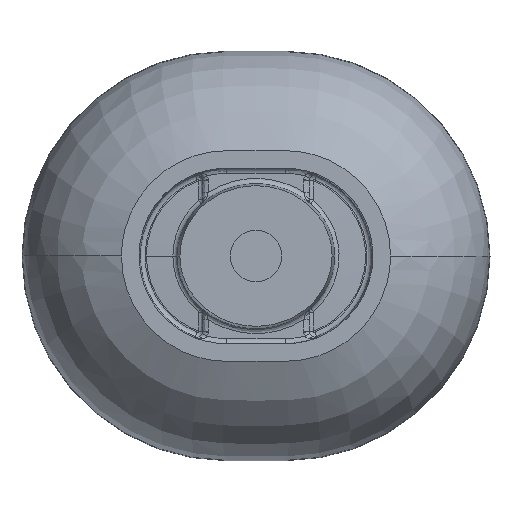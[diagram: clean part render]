
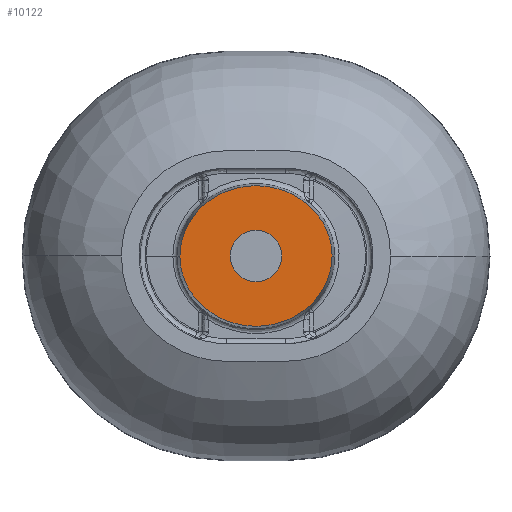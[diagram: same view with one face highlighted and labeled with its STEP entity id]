
A CAD part, front view. The second image highlights one B-rep face of the part: STEP entity #10122.
In plain terms, the highlighted planar face has unit normal (0, -1, 0).
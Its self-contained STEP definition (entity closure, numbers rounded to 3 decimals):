
#297 = CARTESIAN_POINT ( 'NONE',  ( -8.508, -171., 60. ) ) ;
#352 = CIRCLE ( 'NONE', #11246, 22. ) ;
#358 = CARTESIAN_POINT ( 'NONE',  ( 65., -171., 0. ) ) ;
#415 = B_SPLINE_CURVE_WITH_KNOTS ( 'NONE', 3,
 ( #4116, #6025, #10988, #2175, #11052, #8145, #5072, #3271, #2241, #10078, #297, #8017, #1212, #4235, #5132, #9044, #7182, #11114, #2300, #1025, #4949, #358 ),
 .UNSPECIFIED., .F., .F.,
 ( 4, 2, 2, 2, 2, 2, 2, 2, 2, 2, 4 ),
 ( 0.195, 0.208, 0.22, 0.244, 0.269, 0.293, 0.317, 0.342, 0.366, 0.378, 0.391 ),
 .UNSPECIFIED. ) ;
#742 = CARTESIAN_POINT ( 'NONE',  ( -65., -171., 0. ) ) ;
#1025 = CARTESIAN_POINT ( 'NONE',  ( 64.581, -171., 7.854 ) ) ;
#1212 = CARTESIAN_POINT ( 'NONE',  ( 17.014, -171., 58.438 ) ) ;
#1752 = AXIS2_PLACEMENT_3D ( 'NONE', #12582, #9620, #9479 ) ;
#2175 = CARTESIAN_POINT ( 'NONE',  ( -62.921, -171., 15.557 ) ) ;
#2241 = CARTESIAN_POINT ( 'NONE',  ( -32.735, -171., 52.427 ) ) ;
#2300 = CARTESIAN_POINT ( 'NONE',  ( 62.921, -171., 15.557 ) ) ;
#2426 = DIRECTION ( 'NONE',  ( 0., 1., 0. ) ) ;
#2605 = EDGE_CURVE ( 'NONE', #3817, #9096, #415, .T. ) ;
#2675 = CARTESIAN_POINT ( 'NONE',  ( -39.946, -171., -47.98 ) ) ;
#2680 = FACE_OUTER_BOUND ( 'NONE', #9128, .T. ) ;
#2748 = CARTESIAN_POINT ( 'NONE',  ( 61.68, -171., -19.333 ) ) ;
#2820 = CARTESIAN_POINT ( 'NONE',  ( -17.014, -171., -58.438 ) ) ;
#3271 = CARTESIAN_POINT ( 'NONE',  ( -39.946, -171., 47.98 ) ) ;
#3393 = FACE_BOUND ( 'NONE', #11514, .T. ) ;
#3510 = CARTESIAN_POINT ( 'NONE',  ( -32.735, -171., -52.427 ) ) ;
#3637 = CARTESIAN_POINT ( 'NONE',  ( 39.946, -171., -47.98 ) ) ;
#3817 = VERTEX_POINT ( 'NONE', #10894 ) ;
#4057 = EDGE_CURVE ( 'NONE', #4942, #8708, #352, .T. ) ;
#4116 = CARTESIAN_POINT ( 'NONE',  ( -65., -171., 0. ) ) ;
#4235 = CARTESIAN_POINT ( 'NONE',  ( 32.735, -171., 52.427 ) ) ;
#4942 = VERTEX_POINT ( 'NONE', #12465 ) ;
#4949 = CARTESIAN_POINT ( 'NONE',  ( 65., -171., 3.927 ) ) ;
#5072 = CARTESIAN_POINT ( 'NONE',  ( -51.978, -171., 36.873 ) ) ;
#5132 = CARTESIAN_POINT ( 'NONE',  ( 39.946, -171., 47.98 ) ) ;
#5337 = DIRECTION ( 'NONE',  ( 0., -1., 0. ) ) ;
#5626 = CARTESIAN_POINT ( 'NONE',  ( -61.68, -171., -19.333 ) ) ;
#6025 = CARTESIAN_POINT ( 'NONE',  ( -65., -171., 3.927 ) ) ;
#6400 = DIRECTION ( 'NONE',  ( 0., 0., 1. ) ) ;
#6461 = CARTESIAN_POINT ( 'NONE',  ( -65., -171., -3.927 ) ) ;
#6526 = CARTESIAN_POINT ( 'NONE',  ( 64.581, -171., -7.854 ) ) ;
#6653 = CARTESIAN_POINT ( 'NONE',  ( 56.796, -171., -30.217 ) ) ;
#7182 = CARTESIAN_POINT ( 'NONE',  ( 56.796, -171., 30.217 ) ) ;
#7304 = CARTESIAN_POINT ( 'NONE',  ( 0., -171., 0. ) ) ;
#7424 = CARTESIAN_POINT ( 'NONE',  ( -62.921, -171., -15.557 ) ) ;
#7645 = ORIENTED_EDGE ( 'NONE', *, *, #4057, .F. ) ;
#7657 = ORIENTED_EDGE ( 'NONE', *, *, #10993, .F. ) ;
#7686 = CARTESIAN_POINT ( 'NONE',  ( -51.978, -171., -36.873 ) ) ;
#7707 = AXIS2_PLACEMENT_3D ( 'NONE', #7304, #2426, #6400 ) ;
#8017 = CARTESIAN_POINT ( 'NONE',  ( 8.508, -171., 60. ) ) ;
#8119 = CIRCLE ( 'NONE', #1752, 22. ) ;
#8145 = CARTESIAN_POINT ( 'NONE',  ( -56.796, -171., 30.217 ) ) ;
#8389 = CARTESIAN_POINT ( 'NONE',  ( 51.978, -171., -36.873 ) ) ;
#8452 = CARTESIAN_POINT ( 'NONE',  ( 65., -171., 0. ) ) ;
#8708 = VERTEX_POINT ( 'NONE', #9526 ) ;
#8980 = CARTESIAN_POINT ( 'NONE',  ( 65., -171., 0. ) ) ;
#9044 = CARTESIAN_POINT ( 'NONE',  ( 51.978, -171., 36.873 ) ) ;
#9096 = VERTEX_POINT ( 'NONE', #8980 ) ;
#9128 = EDGE_LOOP ( 'NONE', ( #10445, #7657 ) ) ;
#9314 = CARTESIAN_POINT ( 'NONE',  ( 0., -171., 0. ) ) ;
#9353 = PLANE ( 'NONE',  #7707 ) ;
#9479 = DIRECTION ( 'NONE',  ( 0., 0., 1. ) ) ;
#9526 = CARTESIAN_POINT ( 'NONE',  ( 0., -171., -22. ) ) ;
#9548 = EDGE_CURVE ( 'NONE', #8708, #4942, #8119, .T. ) ;
#9620 = DIRECTION ( 'NONE',  ( 0., -1., 0. ) ) ;
#10078 = CARTESIAN_POINT ( 'NONE',  ( -17.014, -171., 58.438 ) ) ;
#10122 = ADVANCED_FACE ( 'NONE', ( #3393, #2680 ), #9353, .F. ) ;
#10377 = ORIENTED_EDGE ( 'NONE', *, *, #9548, .F. ) ;
#10389 = CARTESIAN_POINT ( 'NONE',  ( 65., -171., -3.927 ) ) ;
#10445 = ORIENTED_EDGE ( 'NONE', *, *, #2605, .F. ) ;
#10454 = CARTESIAN_POINT ( 'NONE',  ( 17.014, -171., -58.438 ) ) ;
#10517 = CARTESIAN_POINT ( 'NONE',  ( 8.508, -171., -60. ) ) ;
#10591 = CARTESIAN_POINT ( 'NONE',  ( -56.796, -171., -30.217 ) ) ;
#10635 = B_SPLINE_CURVE_WITH_KNOTS ( 'NONE', 3,
 ( #8452, #10389, #6526, #11556, #2748, #6653, #8389, #3637, #12443, #10454, #10517, #12509, #2820, #3510, #2675, #7686, #10591, #5626, #7424, #11353, #6461, #742 ),
 .UNSPECIFIED., .F., .F.,
 ( 4, 2, 2, 2, 2, 2, 2, 2, 2, 2, 4 ),
 ( 0., 0.012, 0.024, 0.049, 0.073, 0.098, 0.122, 0.147, 0.171, 0.183, 0.195 ),
 .UNSPECIFIED. ) ;
#10894 = CARTESIAN_POINT ( 'NONE',  ( -65., -171., 0. ) ) ;
#10988 = CARTESIAN_POINT ( 'NONE',  ( -64.581, -171., 7.854 ) ) ;
#10993 = EDGE_CURVE ( 'NONE', #9096, #3817, #10635, .T. ) ;
#11052 = CARTESIAN_POINT ( 'NONE',  ( -61.68, -171., 19.333 ) ) ;
#11114 = CARTESIAN_POINT ( 'NONE',  ( 61.68, -171., 19.333 ) ) ;
#11246 = AXIS2_PLACEMENT_3D ( 'NONE', #9314, #5337, #12282 ) ;
#11353 = CARTESIAN_POINT ( 'NONE',  ( -64.581, -171., -7.854 ) ) ;
#11514 = EDGE_LOOP ( 'NONE', ( #10377, #7645 ) ) ;
#11556 = CARTESIAN_POINT ( 'NONE',  ( 62.921, -171., -15.557 ) ) ;
#12282 = DIRECTION ( 'NONE',  ( 0., 0., 1. ) ) ;
#12443 = CARTESIAN_POINT ( 'NONE',  ( 32.735, -171., -52.427 ) ) ;
#12465 = CARTESIAN_POINT ( 'NONE',  ( 0., -171., 22. ) ) ;
#12509 = CARTESIAN_POINT ( 'NONE',  ( -8.508, -171., -60. ) ) ;
#12582 = CARTESIAN_POINT ( 'NONE',  ( 0., -171., 0. ) ) ;
